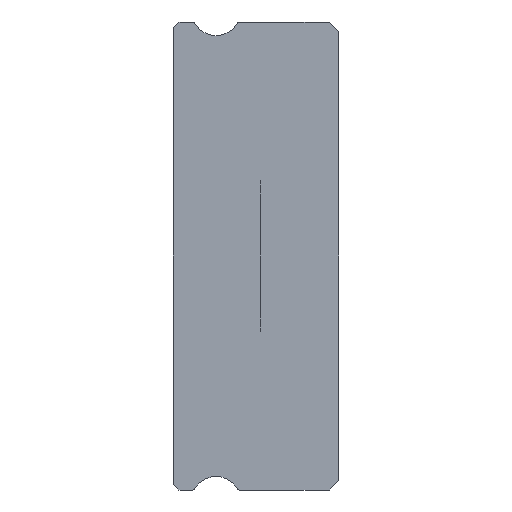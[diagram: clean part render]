
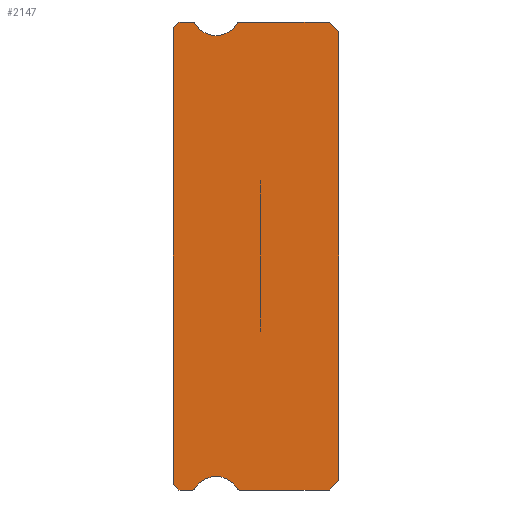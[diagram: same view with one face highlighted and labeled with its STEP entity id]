
A CAD part, left-side view. The second image highlights one B-rep face of the part: STEP entity #2147.
In plain terms, the highlighted planar face has unit normal (-1, 0, 0).
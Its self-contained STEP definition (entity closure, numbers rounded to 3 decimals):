
#11 = CARTESIAN_POINT ( 'NONE',  ( -5., 0.5, -12. ) ) ;
#41 = VECTOR ( 'NONE', #4229, 1000. ) ;
#54 = EDGE_CURVE ( 'NONE', #2026, #639, #2986, .T. ) ;
#67 = CARTESIAN_POINT ( 'NONE',  ( -5., 7.383, 11.925 ) ) ;
#92 = DIRECTION ( 'NONE',  ( 1., 0., 0. ) ) ;
#104 = CARTESIAN_POINT ( 'NONE',  ( -5., 7.512, 12. ) ) ;
#119 = VECTOR ( 'NONE', #1695, 1000. ) ;
#171 = VERTEX_POINT ( 'NONE', #67 ) ;
#177 = FACE_OUTER_BOUND ( 'NONE', #4202, .T. ) ;
#199 = VECTOR ( 'NONE', #477, 1000. ) ;
#287 = CARTESIAN_POINT ( 'NONE',  ( -5., 7.512, -12. ) ) ;
#420 = CARTESIAN_POINT ( 'NONE',  ( -5., 7.512, 12. ) ) ;
#440 = VECTOR ( 'NONE', #3301, 1000. ) ;
#470 = LINE ( 'NONE', #1225, #2546 ) ;
#477 = DIRECTION ( 'NONE',  ( 0., -0.707, -0.707 ) ) ;
#478 = LINE ( 'NONE', #4661, #3059 ) ;
#505 = EDGE_CURVE ( 'NONE', #3306, #171, #1395, .T. ) ;
#543 = AXIS2_PLACEMENT_3D ( 'NONE', #4279, #92, #2025 ) ;
#607 = ORIENTED_EDGE ( 'NONE', *, *, #3553, .T. ) ;
#638 = VERTEX_POINT ( 'NONE', #11 ) ;
#639 = VERTEX_POINT ( 'NONE', #4512 ) ;
#648 = DIRECTION ( 'NONE',  ( 0., 0., 1. ) ) ;
#675 = VERTEX_POINT ( 'NONE', #1919 ) ;
#760 = EDGE_CURVE ( 'NONE', #3306, #1776, #3172, .T. ) ;
#767 = EDGE_CURVE ( 'NONE', #1284, #2807, #478, .T. ) ;
#829 = EDGE_CURVE ( 'NONE', #2891, #3420, #4698, .T. ) ;
#863 = DIRECTION ( 'NONE',  ( 0., 0., -1. ) ) ;
#887 = CARTESIAN_POINT ( 'NONE',  ( -5., 8.2, 12. ) ) ;
#921 = DIRECTION ( 'NONE',  ( -1., 0., 0. ) ) ;
#1088 = DIRECTION ( 'NONE',  ( 1., 0., 0. ) ) ;
#1195 = ORIENTED_EDGE ( 'NONE', *, *, #4662, .T. ) ;
#1197 = ORIENTED_EDGE ( 'NONE', *, *, #767, .T. ) ;
#1207 = VECTOR ( 'NONE', #3359, 1000. ) ;
#1214 = ORIENTED_EDGE ( 'NONE', *, *, #4275, .F. ) ;
#1225 = CARTESIAN_POINT ( 'NONE',  ( -5., 8.5, 11.7 ) ) ;
#1234 = DIRECTION ( 'NONE',  ( 0., -1., 0. ) ) ;
#1249 = AXIS2_PLACEMENT_3D ( 'NONE', #2918, #1088, #3338 ) ;
#1284 = VERTEX_POINT ( 'NONE', #1644 ) ;
#1379 = CARTESIAN_POINT ( 'NONE',  ( -5., 7.512, 11.85 ) ) ;
#1390 = CARTESIAN_POINT ( 'NONE',  ( -5., 0., -11.5 ) ) ;
#1395 = CIRCLE ( 'NONE', #4133, 0.15 ) ;
#1398 = ORIENTED_EDGE ( 'NONE', *, *, #54, .F. ) ;
#1442 = CIRCLE ( 'NONE', #1687, 0.15 ) ;
#1564 = AXIS2_PLACEMENT_3D ( 'NONE', #3558, #2806, #863 ) ;
#1580 = CARTESIAN_POINT ( 'NONE',  ( -5., 5.088, -12. ) ) ;
#1644 = CARTESIAN_POINT ( 'NONE',  ( -5., 8.2, -12. ) ) ;
#1652 = ORIENTED_EDGE ( 'NONE', *, *, #505, .F. ) ;
#1665 = PLANE ( 'NONE',  #2539 ) ;
#1687 = AXIS2_PLACEMENT_3D ( 'NONE', #1760, #3258, #3943 ) ;
#1690 = CARTESIAN_POINT ( 'NONE',  ( -5., 0., -11.5 ) ) ;
#1695 = DIRECTION ( 'NONE',  ( 0., -0.707, -0.707 ) ) ;
#1749 = VECTOR ( 'NONE', #4428, 1000. ) ;
#1760 = CARTESIAN_POINT ( 'NONE',  ( -5., 5.088, -11.85 ) ) ;
#1776 = VERTEX_POINT ( 'NONE', #2876 ) ;
#1805 = ORIENTED_EDGE ( 'NONE', *, *, #3481, .F. ) ;
#1865 = LINE ( 'NONE', #104, #1207 ) ;
#1919 = CARTESIAN_POINT ( 'NONE',  ( -5., 0.5, 12. ) ) ;
#1936 = VERTEX_POINT ( 'NONE', #4488 ) ;
#1966 = LINE ( 'NONE', #4534, #199 ) ;
#2025 = DIRECTION ( 'NONE',  ( 0., 0., -1. ) ) ;
#2026 = VERTEX_POINT ( 'NONE', #2588 ) ;
#2061 = ORIENTED_EDGE ( 'NONE', *, *, #760, .T. ) ;
#2138 = EDGE_CURVE ( 'NONE', #4204, #4365, #4716, .T. ) ;
#2147 = ADVANCED_FACE ( 'NONE', ( #177 ), #1665, .F. ) ;
#2164 = ORIENTED_EDGE ( 'NONE', *, *, #3028, .F. ) ;
#2174 = CIRCLE ( 'NONE', #543, 0.15 ) ;
#2242 = EDGE_CURVE ( 'NONE', #4204, #1284, #2749, .T. ) ;
#2359 = EDGE_CURVE ( 'NONE', #2636, #638, #3662, .T. ) ;
#2389 = ORIENTED_EDGE ( 'NONE', *, *, #2573, .F. ) ;
#2413 = EDGE_CURVE ( 'NONE', #3034, #2026, #1442, .T. ) ;
#2433 = CARTESIAN_POINT ( 'NONE',  ( -5., 7.512, 11.85 ) ) ;
#2516 = CARTESIAN_POINT ( 'NONE',  ( -5., 8.5, 11.85 ) ) ;
#2534 = ORIENTED_EDGE ( 'NONE', *, *, #4180, .F. ) ;
#2539 = AXIS2_PLACEMENT_3D ( 'NONE', #2433, #3842, #3897 ) ;
#2546 = VECTOR ( 'NONE', #2624, 1000. ) ;
#2573 = EDGE_CURVE ( 'NONE', #638, #3034, #3109, .T. ) ;
#2588 = CARTESIAN_POINT ( 'NONE',  ( -5., 5.217, -11.925 ) ) ;
#2624 = DIRECTION ( 'NONE',  ( 0., 0.707, -0.707 ) ) ;
#2636 = VERTEX_POINT ( 'NONE', #1690 ) ;
#2696 = VECTOR ( 'NONE', #648, 1000. ) ;
#2731 = CARTESIAN_POINT ( 'NONE',  ( -5., 8.5, -11.7 ) ) ;
#2749 = LINE ( 'NONE', #3114, #119 ) ;
#2753 = CARTESIAN_POINT ( 'NONE',  ( -5., 5.217, 11.925 ) ) ;
#2805 = CARTESIAN_POINT ( 'NONE',  ( -5., 8.5, 11.7 ) ) ;
#2806 = DIRECTION ( 'NONE',  ( -1., 0., 0. ) ) ;
#2807 = VERTEX_POINT ( 'NONE', #287 ) ;
#2862 = VERTEX_POINT ( 'NONE', #4128 ) ;
#2867 = CARTESIAN_POINT ( 'NONE',  ( -5., 0., 11.5 ) ) ;
#2876 = CARTESIAN_POINT ( 'NONE',  ( -5., 8.2, 12. ) ) ;
#2891 = VERTEX_POINT ( 'NONE', #3779 ) ;
#2900 = ORIENTED_EDGE ( 'NONE', *, *, #3256, .F. ) ;
#2918 = CARTESIAN_POINT ( 'NONE',  ( -5., 5.088, 11.85 ) ) ;
#2986 = CIRCLE ( 'NONE', #3783, 1.25 ) ;
#3028 = EDGE_CURVE ( 'NONE', #639, #2807, #2174, .T. ) ;
#3034 = VERTEX_POINT ( 'NONE', #1580 ) ;
#3059 = VECTOR ( 'NONE', #1234, 1000. ) ;
#3109 = LINE ( 'NONE', #3916, #41 ) ;
#3114 = CARTESIAN_POINT ( 'NONE',  ( -5., 8.2, -12. ) ) ;
#3146 = DIRECTION ( 'NONE',  ( 0., 1., 0. ) ) ;
#3172 = LINE ( 'NONE', #887, #4538 ) ;
#3184 = ORIENTED_EDGE ( 'NONE', *, *, #2242, .T. ) ;
#3256 = EDGE_CURVE ( 'NONE', #1936, #675, #1865, .T. ) ;
#3258 = DIRECTION ( 'NONE',  ( 1., 0., 0. ) ) ;
#3301 = DIRECTION ( 'NONE',  ( 0., 0.707, -0.707 ) ) ;
#3306 = VERTEX_POINT ( 'NONE', #420 ) ;
#3338 = DIRECTION ( 'NONE',  ( 0., 0., -1. ) ) ;
#3359 = DIRECTION ( 'NONE',  ( 0., -1., 0. ) ) ;
#3420 = VERTEX_POINT ( 'NONE', #2753 ) ;
#3470 = ORIENTED_EDGE ( 'NONE', *, *, #2138, .F. ) ;
#3472 = CIRCLE ( 'NONE', #4490, 1.25 ) ;
#3481 = EDGE_CURVE ( 'NONE', #171, #2891, #3472, .T. ) ;
#3553 = EDGE_CURVE ( 'NONE', #2636, #2862, #3596, .T. ) ;
#3558 = CARTESIAN_POINT ( 'NONE',  ( -5., 6.3, 12.55 ) ) ;
#3596 = LINE ( 'NONE', #2867, #1749 ) ;
#3627 = DIRECTION ( 'NONE',  ( 1., 0., 0. ) ) ;
#3662 = LINE ( 'NONE', #1390, #440 ) ;
#3778 = ORIENTED_EDGE ( 'NONE', *, *, #2413, .F. ) ;
#3779 = CARTESIAN_POINT ( 'NONE',  ( -5., 6.3, 11.3 ) ) ;
#3783 = AXIS2_PLACEMENT_3D ( 'NONE', #4278, #921, #4251 ) ;
#3842 = DIRECTION ( 'NONE',  ( 1., 0., 0. ) ) ;
#3875 = DIRECTION ( 'NONE',  ( 0., 0., -1. ) ) ;
#3897 = DIRECTION ( 'NONE',  ( 0., 0., -1. ) ) ;
#3916 = CARTESIAN_POINT ( 'NONE',  ( -5., 7.512, -12. ) ) ;
#3925 = CARTESIAN_POINT ( 'NONE',  ( -5., 6.3, 12.55 ) ) ;
#3943 = DIRECTION ( 'NONE',  ( 0., 0., -1. ) ) ;
#4128 = CARTESIAN_POINT ( 'NONE',  ( -5., 0., 11.5 ) ) ;
#4133 = AXIS2_PLACEMENT_3D ( 'NONE', #1379, #3627, #4437 ) ;
#4180 = EDGE_CURVE ( 'NONE', #3420, #1936, #4451, .T. ) ;
#4202 = EDGE_LOOP ( 'NONE', ( #3470, #3184, #1197, #2164, #1398, #3778, #2389, #4548, #607, #1214, #2900, #2534, #4679, #1805, #1652, #2061, #1195 ) ) ;
#4204 = VERTEX_POINT ( 'NONE', #2731 ) ;
#4229 = DIRECTION ( 'NONE',  ( 0., 1., 0. ) ) ;
#4251 = DIRECTION ( 'NONE',  ( 0., 0., -1. ) ) ;
#4275 = EDGE_CURVE ( 'NONE', #675, #2862, #1966, .T. ) ;
#4278 = CARTESIAN_POINT ( 'NONE',  ( -5., 6.3, -12.55 ) ) ;
#4279 = CARTESIAN_POINT ( 'NONE',  ( -5., 7.512, -11.85 ) ) ;
#4290 = DIRECTION ( 'NONE',  ( -1., 0., 0. ) ) ;
#4365 = VERTEX_POINT ( 'NONE', #2805 ) ;
#4428 = DIRECTION ( 'NONE',  ( 0., 0., 1. ) ) ;
#4437 = DIRECTION ( 'NONE',  ( 0., 0., -1. ) ) ;
#4451 = CIRCLE ( 'NONE', #1249, 0.15 ) ;
#4488 = CARTESIAN_POINT ( 'NONE',  ( -5., 5.088, 12. ) ) ;
#4490 = AXIS2_PLACEMENT_3D ( 'NONE', #3925, #4290, #3875 ) ;
#4512 = CARTESIAN_POINT ( 'NONE',  ( -5., 7.383, -11.925 ) ) ;
#4534 = CARTESIAN_POINT ( 'NONE',  ( -5., 0.5, 12. ) ) ;
#4538 = VECTOR ( 'NONE', #3146, 1000. ) ;
#4548 = ORIENTED_EDGE ( 'NONE', *, *, #2359, .F. ) ;
#4661 = CARTESIAN_POINT ( 'NONE',  ( -5., 7.512, -12. ) ) ;
#4662 = EDGE_CURVE ( 'NONE', #1776, #4365, #470, .T. ) ;
#4679 = ORIENTED_EDGE ( 'NONE', *, *, #829, .F. ) ;
#4698 = CIRCLE ( 'NONE', #1564, 1.25 ) ;
#4716 = LINE ( 'NONE', #2516, #2696 ) ;
